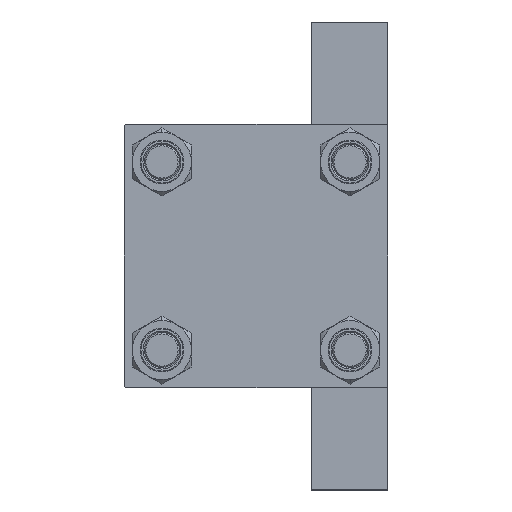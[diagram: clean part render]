
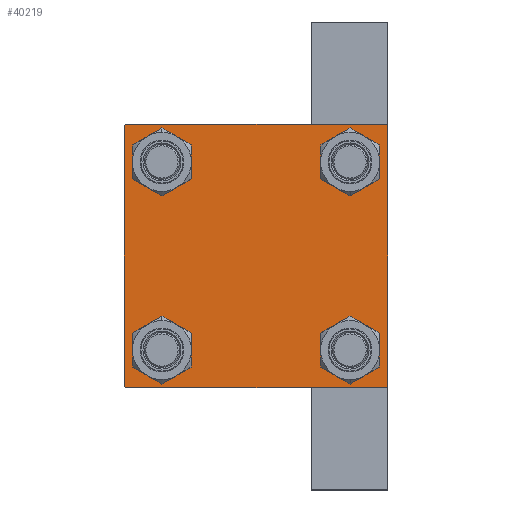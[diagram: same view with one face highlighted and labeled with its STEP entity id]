
A CAD part, left-side view. The second image highlights one B-rep face of the part: STEP entity #40219.
In plain terms, the highlighted planar face has unit normal (-1, 0, 0).
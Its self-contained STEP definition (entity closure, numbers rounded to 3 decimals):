
#1035 = EDGE_CURVE ( 'NONE', #46833, #7046, #22498, .T. ) ;
#1299 = CIRCLE ( 'NONE', #4385, 6.5 ) ;
#1452 = VERTEX_POINT ( 'NONE', #24119 ) ;
#1485 = DIRECTION ( 'NONE',  ( 1., 0., 0. ) ) ;
#1932 = ORIENTED_EDGE ( 'NONE', *, *, #25715, .T. ) ;
#1986 = FACE_BOUND ( 'NONE', #19722, .T. ) ;
#2234 = CARTESIAN_POINT ( 'NONE',  ( 0., 44.5, -45. ) ) ;
#2307 = EDGE_CURVE ( 'NONE', #1452, #7046, #40512, .T. ) ;
#2396 = ORIENTED_EDGE ( 'NONE', *, *, #41307, .T. ) ;
#2464 = FACE_BOUND ( 'NONE', #35008, .T. ) ;
#2510 = AXIS2_PLACEMENT_3D ( 'NONE', #37137, #25050, #47283 ) ;
#2849 = VECTOR ( 'NONE', #25449, 1000. ) ;
#2879 = VECTOR ( 'NONE', #25116, 1000. ) ;
#3088 = CARTESIAN_POINT ( 'NONE',  ( 0., 44.75, -44.75 ) ) ;
#3463 = CIRCLE ( 'NONE', #9671, 6.5 ) ;
#3667 = CARTESIAN_POINT ( 'NONE',  ( 0., 45., 45. ) ) ;
#3769 = VERTEX_POINT ( 'NONE', #43481 ) ;
#3818 = CIRCLE ( 'NONE', #24707, 6.5 ) ;
#3932 = VECTOR ( 'NONE', #29767, 1000. ) ;
#4104 = CARTESIAN_POINT ( 'NONE',  ( 0., -45., 44.5 ) ) ;
#4318 = ORIENTED_EDGE ( 'NONE', *, *, #28211, .T. ) ;
#4385 = AXIS2_PLACEMENT_3D ( 'NONE', #43589, #13859, #32473 ) ;
#4468 = CARTESIAN_POINT ( 'NONE',  ( 0., 44.5, 45. ) ) ;
#5365 = EDGE_CURVE ( 'NONE', #3769, #11608, #40295, .T. ) ;
#5628 = FACE_BOUND ( 'NONE', #15168, .T. ) ;
#5651 = ORIENTED_EDGE ( 'NONE', *, *, #20232, .T. ) ;
#5870 = EDGE_CURVE ( 'NONE', #32798, #40433, #23302, .T. ) ;
#7046 = VERTEX_POINT ( 'NONE', #45786 ) ;
#7537 = CIRCLE ( 'NONE', #16801, 6.5 ) ;
#7943 = CIRCLE ( 'NONE', #2510, 6.5 ) ;
#8068 = ORIENTED_EDGE ( 'NONE', *, *, #5365, .T. ) ;
#8264 = ORIENTED_EDGE ( 'NONE', *, *, #37876, .T. ) ;
#8583 = EDGE_LOOP ( 'NONE', ( #40675, #24489, #21463, #11385, #44921, #22086, #38913, #8264 ) ) ;
#8957 = DIRECTION ( 'NONE',  ( 0., 0., 1. ) ) ;
#9570 = DIRECTION ( 'NONE',  ( 0., 0., 1. ) ) ;
#9671 = AXIS2_PLACEMENT_3D ( 'NONE', #44494, #22020, #25887 ) ;
#10156 = DIRECTION ( 'NONE',  ( 1., 0., 0. ) ) ;
#10361 = LINE ( 'NONE', #28291, #2879 ) ;
#10692 = CARTESIAN_POINT ( 'NONE',  ( 0., -32.15, -25.65 ) ) ;
#11020 = VECTOR ( 'NONE', #12241, 1000. ) ;
#11306 = DIRECTION ( 'NONE',  ( 0., 0., 1. ) ) ;
#11385 = ORIENTED_EDGE ( 'NONE', *, *, #2307, .T. ) ;
#11608 = VERTEX_POINT ( 'NONE', #10692 ) ;
#12241 = DIRECTION ( 'NONE',  ( 0., 0.707, -0.707 ) ) ;
#12347 = ORIENTED_EDGE ( 'NONE', *, *, #5870, .T. ) ;
#12635 = CARTESIAN_POINT ( 'NONE',  ( 0., 32.15, 32.15 ) ) ;
#13842 = FACE_OUTER_BOUND ( 'NONE', #8583, .T. ) ;
#13859 = DIRECTION ( 'NONE',  ( 1., 0., 0. ) ) ;
#14155 = CARTESIAN_POINT ( 'NONE',  ( 0., -44.75, -44.75 ) ) ;
#14702 = CARTESIAN_POINT ( 'NONE',  ( 0., 32.15, 32.15 ) ) ;
#15168 = EDGE_LOOP ( 'NONE', ( #36088, #12347 ) ) ;
#15426 = DIRECTION ( 'NONE',  ( 1., 0., 0. ) ) ;
#15447 = VECTOR ( 'NONE', #35862, 1000. ) ;
#15821 = CARTESIAN_POINT ( 'NONE',  ( 0., 32.15, -25.65 ) ) ;
#15869 = EDGE_CURVE ( 'NONE', #28647, #16765, #10361, .T. ) ;
#16268 = DIRECTION ( 'NONE',  ( 0., 0., 1. ) ) ;
#16765 = VERTEX_POINT ( 'NONE', #38667 ) ;
#16801 = AXIS2_PLACEMENT_3D ( 'NONE', #27828, #35560, #8957 ) ;
#19722 = EDGE_LOOP ( 'NONE', ( #1932, #8068 ) ) ;
#20232 = EDGE_CURVE ( 'NONE', #38835, #38112, #1299, .T. ) ;
#20254 = EDGE_CURVE ( 'NONE', #30574, #26892, #47211, .T. ) ;
#20389 = PLANE ( 'NONE',  #31850 ) ;
#21463 = ORIENTED_EDGE ( 'NONE', *, *, #44789, .T. ) ;
#22020 = DIRECTION ( 'NONE',  ( 1., 0., 0. ) ) ;
#22086 = ORIENTED_EDGE ( 'NONE', *, *, #30768, .T. ) ;
#22498 = LINE ( 'NONE', #33385, #3932 ) ;
#22759 = LINE ( 'NONE', #37512, #25785 ) ;
#23302 = CIRCLE ( 'NONE', #38788, 6.5 ) ;
#23365 = LINE ( 'NONE', #37418, #11020 ) ;
#23644 = VERTEX_POINT ( 'NONE', #2234 ) ;
#24119 = CARTESIAN_POINT ( 'NONE',  ( 0., -44.5, -45. ) ) ;
#24489 = ORIENTED_EDGE ( 'NONE', *, *, #42905, .T. ) ;
#24602 = CARTESIAN_POINT ( 'NONE',  ( 0., 32.15, -38.65 ) ) ;
#24707 = AXIS2_PLACEMENT_3D ( 'NONE', #12635, #1485, #16268 ) ;
#24734 = VERTEX_POINT ( 'NONE', #33405 ) ;
#25050 = DIRECTION ( 'NONE',  ( 1., 0., 0. ) ) ;
#25116 = DIRECTION ( 'NONE',  ( 0., -1., 0. ) ) ;
#25376 = AXIS2_PLACEMENT_3D ( 'NONE', #14702, #15426, #11306 ) ;
#25449 = DIRECTION ( 'NONE',  ( 0., 0., -1. ) ) ;
#25715 = EDGE_CURVE ( 'NONE', #11608, #3769, #7537, .T. ) ;
#25785 = VECTOR ( 'NONE', #26391, 1000. ) ;
#25887 = DIRECTION ( 'NONE',  ( 0., 0., 1. ) ) ;
#26100 = EDGE_LOOP ( 'NONE', ( #2396, #5651 ) ) ;
#26391 = DIRECTION ( 'NONE',  ( 0., -1., 0. ) ) ;
#26892 = VERTEX_POINT ( 'NONE', #43517 ) ;
#27286 = CARTESIAN_POINT ( 'NONE',  ( 0., 32.15, 38.65 ) ) ;
#27706 = CIRCLE ( 'NONE', #25376, 6.5 ) ;
#27717 = DIRECTION ( 'NONE',  ( 1., 0., 0. ) ) ;
#27828 = CARTESIAN_POINT ( 'NONE',  ( 0., -32.15, -32.15 ) ) ;
#28211 = EDGE_CURVE ( 'NONE', #40431, #24734, #27706, .T. ) ;
#28291 = CARTESIAN_POINT ( 'NONE',  ( 0., 45., 45. ) ) ;
#28602 = DIRECTION ( 'NONE',  ( 0., 0., 1. ) ) ;
#28647 = VERTEX_POINT ( 'NONE', #4468 ) ;
#28695 = VECTOR ( 'NONE', #36886, 1000. ) ;
#29767 = DIRECTION ( 'NONE',  ( 0., 0., -1. ) ) ;
#30225 = EDGE_CURVE ( 'NONE', #24734, #40431, #3818, .T. ) ;
#30393 = VECTOR ( 'NONE', #40356, 1000. ) ;
#30574 = VERTEX_POINT ( 'NONE', #37576 ) ;
#30768 = EDGE_CURVE ( 'NONE', #46833, #16765, #36090, .T. ) ;
#31850 = AXIS2_PLACEMENT_3D ( 'NONE', #42876, #32456, #28602 ) ;
#32456 = DIRECTION ( 'NONE',  ( -1., 0., 0. ) ) ;
#32473 = DIRECTION ( 'NONE',  ( 0., 0., 1. ) ) ;
#32798 = VERTEX_POINT ( 'NONE', #43759 ) ;
#33091 = LINE ( 'NONE', #3088, #30393 ) ;
#33385 = CARTESIAN_POINT ( 'NONE',  ( 0., -45., 45. ) ) ;
#33405 = CARTESIAN_POINT ( 'NONE',  ( 0., 32.15, 25.65 ) ) ;
#35008 = EDGE_LOOP ( 'NONE', ( #4318, #42183 ) ) ;
#35560 = DIRECTION ( 'NONE',  ( 1., 0., 0. ) ) ;
#35862 = DIRECTION ( 'NONE',  ( 0., 0.707, 0.707 ) ) ;
#36088 = ORIENTED_EDGE ( 'NONE', *, *, #47574, .T. ) ;
#36090 = LINE ( 'NONE', #43344, #15447 ) ;
#36425 = AXIS2_PLACEMENT_3D ( 'NONE', #46901, #10156, #39664 ) ;
#36886 = DIRECTION ( 'NONE',  ( 0., -0.707, 0.707 ) ) ;
#37137 = CARTESIAN_POINT ( 'NONE',  ( 0., 32.15, -32.15 ) ) ;
#37418 = CARTESIAN_POINT ( 'NONE',  ( 0., 44.75, 44.75 ) ) ;
#37512 = CARTESIAN_POINT ( 'NONE',  ( 0., 45., -45. ) ) ;
#37576 = CARTESIAN_POINT ( 'NONE',  ( 0., 45., 44.5 ) ) ;
#37876 = EDGE_CURVE ( 'NONE', #28647, #30574, #23365, .T. ) ;
#38112 = VERTEX_POINT ( 'NONE', #15821 ) ;
#38118 = CARTESIAN_POINT ( 'NONE',  ( 0., -32.15, 32.15 ) ) ;
#38667 = CARTESIAN_POINT ( 'NONE',  ( 0., -44.5, 45. ) ) ;
#38780 = FACE_BOUND ( 'NONE', #26100, .T. ) ;
#38788 = AXIS2_PLACEMENT_3D ( 'NONE', #38118, #27717, #9570 ) ;
#38835 = VERTEX_POINT ( 'NONE', #24602 ) ;
#38913 = ORIENTED_EDGE ( 'NONE', *, *, #15869, .F. ) ;
#39664 = DIRECTION ( 'NONE',  ( 0., 0., 1. ) ) ;
#40219 = ADVANCED_FACE ( 'NONE', ( #5628, #1986, #38780, #2464, #13842 ), #20389, .T. ) ;
#40295 = CIRCLE ( 'NONE', #36425, 6.5 ) ;
#40356 = DIRECTION ( 'NONE',  ( 0., -0.707, -0.707 ) ) ;
#40431 = VERTEX_POINT ( 'NONE', #27286 ) ;
#40433 = VERTEX_POINT ( 'NONE', #42030 ) ;
#40512 = LINE ( 'NONE', #14155, #28695 ) ;
#40675 = ORIENTED_EDGE ( 'NONE', *, *, #20254, .T. ) ;
#41307 = EDGE_CURVE ( 'NONE', #38112, #38835, #7943, .T. ) ;
#42030 = CARTESIAN_POINT ( 'NONE',  ( 0., -32.15, 38.65 ) ) ;
#42183 = ORIENTED_EDGE ( 'NONE', *, *, #30225, .T. ) ;
#42876 = CARTESIAN_POINT ( 'NONE',  ( 0., 0., 0. ) ) ;
#42905 = EDGE_CURVE ( 'NONE', #26892, #23644, #33091, .T. ) ;
#43344 = CARTESIAN_POINT ( 'NONE',  ( 0., -44.75, 44.75 ) ) ;
#43481 = CARTESIAN_POINT ( 'NONE',  ( 0., -32.15, -38.65 ) ) ;
#43517 = CARTESIAN_POINT ( 'NONE',  ( 0., 45., -44.5 ) ) ;
#43589 = CARTESIAN_POINT ( 'NONE',  ( 0., 32.15, -32.15 ) ) ;
#43759 = CARTESIAN_POINT ( 'NONE',  ( 0., -32.15, 25.65 ) ) ;
#44494 = CARTESIAN_POINT ( 'NONE',  ( 0., -32.15, 32.15 ) ) ;
#44789 = EDGE_CURVE ( 'NONE', #23644, #1452, #22759, .T. ) ;
#44921 = ORIENTED_EDGE ( 'NONE', *, *, #1035, .F. ) ;
#45786 = CARTESIAN_POINT ( 'NONE',  ( 0., -45., -44.5 ) ) ;
#46833 = VERTEX_POINT ( 'NONE', #4104 ) ;
#46901 = CARTESIAN_POINT ( 'NONE',  ( 0., -32.15, -32.15 ) ) ;
#47211 = LINE ( 'NONE', #3667, #2849 ) ;
#47283 = DIRECTION ( 'NONE',  ( 0., 0., 1. ) ) ;
#47574 = EDGE_CURVE ( 'NONE', #40433, #32798, #3463, .T. ) ;
